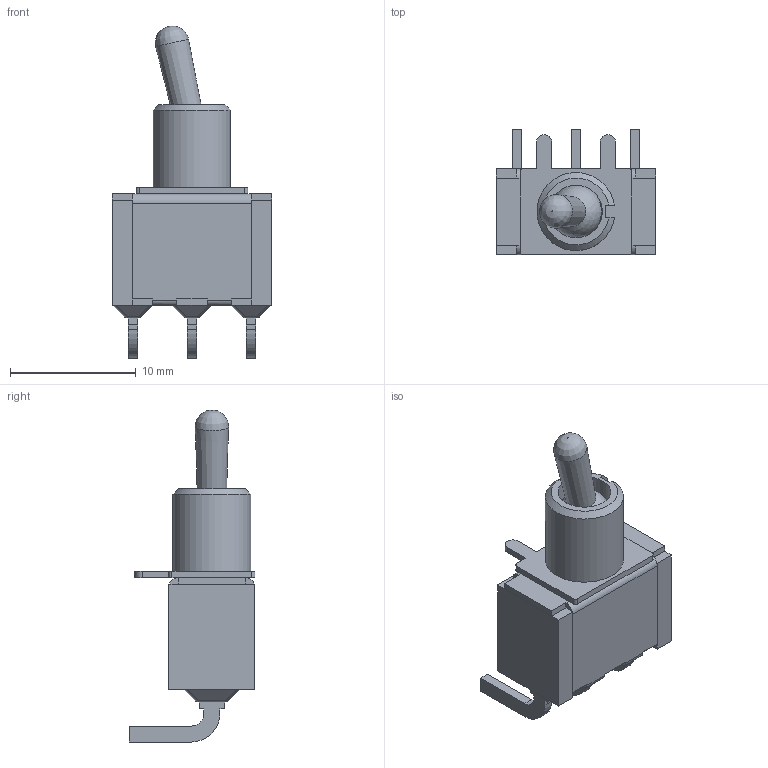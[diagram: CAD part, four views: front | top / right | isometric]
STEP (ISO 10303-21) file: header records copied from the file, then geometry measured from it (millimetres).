
FILE_DESCRIPTION(/* description */ (''),/* implementation_level */ '2;1');
FILE_NAME(/* name */ '100SPxT2B4M6xE.stp',/* time_stamp */ '2023-09-20T10:29:46-05:00',/* author */ ('mwilliams'),/* organization */ (''),/* preprocessor_version */ 'ST-DEVELOPER v18.1',/* originating_system */ 'Autodesk Inventor 2022',/* authorisation */ '');
FILE_SCHEMA (('AUTOMOTIVE_DESIGN { 1 0 10303 214 3 1 1 }'));
Length unit declared in the file: inch
Products named in the file (1): Part69
Bounding box: 12.7 x 10.03 x 26.43 mm (x, y, z)
Volume: 1023.2 mm3; surface area: 1043.8 mm2
Topology: 6 solids, 6 shells, 239 faces, 605 edges, 374 vertices
Faces by surface type: plane 175, cylinder 48, sphere 13, cone 2, bspline 1
Full cylindrical faces by diameter (mm): 4.2 x1
Entity records: 7044 total; most frequent: CARTESIAN_POINT 1254, DIRECTION 1186, ORIENTED_EDGE 1184, EDGE_CURVE 592, LINE 472, VECTOR 472, VERTEX_POINT 374, AXIS2_PLACEMENT_3D 357
